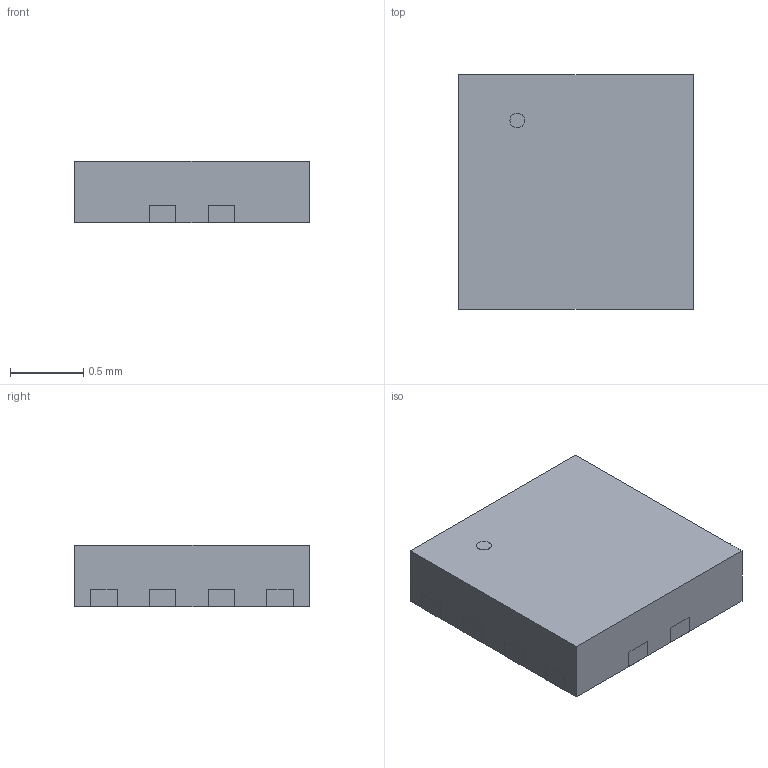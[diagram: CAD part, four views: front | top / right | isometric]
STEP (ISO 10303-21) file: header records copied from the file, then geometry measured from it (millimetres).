
FILE_DESCRIPTION(/* description */ (''),/* implementation_level */ '2;1');
FILE_NAME(/* name */ 'AM1U1112_3D.step',/* time_stamp */ '2023-02-17T16:16:19+02:00',/* author */ ('Anastasiia'),/* organization */ (''),/* preprocessor_version */ 'ST-DEVELOPER v19.2',/* originating_system */ 'AutoCAD Mechanical',/* authorisation */ '');
FILE_SCHEMA (('AUTOMOTIVE_DESIGN { 1 0 10303 214 3 1 1 }'));
Length unit declared in the file: millimetre
Products named in the file (2): Product; *S0
Assembly tree (1 placements, depth 2):
  Product
    *S0
Bounding box: 1.6 x 1.6 x 0.42 mm (x, y, z)
Volume: 1.1 mm3; surface area: 10.1 mm2
Topology: 14 solids, 14 shells, 105 faces, 231 edges, 154 vertices
Faces by surface type: plane 80, cylinder 25
Full cylindrical faces by diameter (mm): 0.1 x1
Entity records: 2913 total; most frequent: DIRECTION 497, CARTESIAN_POINT 493, ORIENTED_EDGE 462, EDGE_CURVE 231, LINE 181, VECTOR 181, AXIS2_PLACEMENT_3D 158, VERTEX_POINT 154
